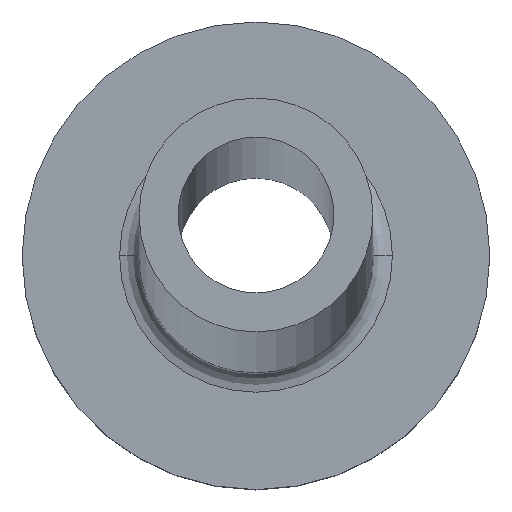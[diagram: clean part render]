
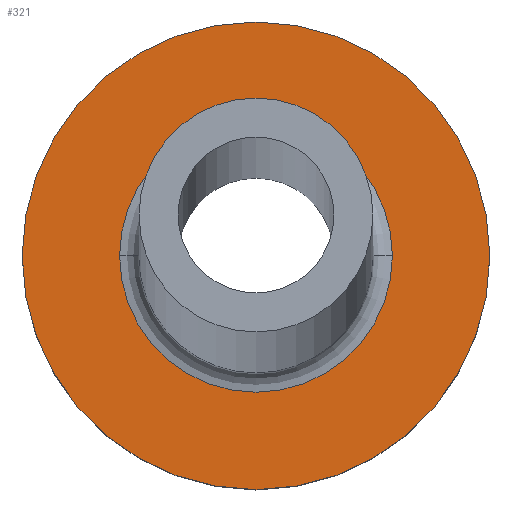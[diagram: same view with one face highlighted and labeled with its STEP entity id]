
A CAD part, top view. The second image highlights one B-rep face of the part: STEP entity #321.
In plain terms, the highlighted planar face has unit normal (0, 0, 1).
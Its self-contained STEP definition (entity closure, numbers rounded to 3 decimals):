
#9 = CARTESIAN_POINT ( 'NONE',  ( 6., 0., 5. ) ) ;
#15 = CIRCLE ( 'NONE', #345, 3.5 ) ;
#16 = CARTESIAN_POINT ( 'NONE',  ( 0., 0., 5. ) ) ;
#20 = CARTESIAN_POINT ( 'NONE',  ( 0., 0., 5. ) ) ;
#26 = VERTEX_POINT ( 'NONE', #78 ) ;
#27 = DIRECTION ( 'NONE',  ( 0., 0., 1. ) ) ;
#53 = CARTESIAN_POINT ( 'NONE',  ( 0., 0., 5. ) ) ;
#63 = EDGE_CURVE ( 'NONE', #295, #26, #215, .T. ) ;
#64 = CARTESIAN_POINT ( 'NONE',  ( -6., 0., 5. ) ) ;
#65 = CARTESIAN_POINT ( 'NONE',  ( 0., 0., 5. ) ) ;
#74 = CARTESIAN_POINT ( 'NONE',  ( -3.5, 0., 5. ) ) ;
#78 = CARTESIAN_POINT ( 'NONE',  ( 3.5, 0., 5. ) ) ;
#79 = DIRECTION ( 'NONE',  ( 0., 0., -1. ) ) ;
#82 = ORIENTED_EDGE ( 'NONE', *, *, #351, .T. ) ;
#88 = DIRECTION ( 'NONE',  ( 1., 0., 0. ) ) ;
#90 = DIRECTION ( 'NONE',  ( 1., 0., 0. ) ) ;
#101 = CIRCLE ( 'NONE', #155, 6. ) ;
#104 = ORIENTED_EDGE ( 'NONE', *, *, #380, .T. ) ;
#110 = VERTEX_POINT ( 'NONE', #64 ) ;
#127 = VERTEX_POINT ( 'NONE', #9 ) ;
#128 = DIRECTION ( 'NONE',  ( 1., 0., 0. ) ) ;
#129 = EDGE_LOOP ( 'NONE', ( #104, #311 ) ) ;
#135 = FACE_BOUND ( 'NONE', #254, .T. ) ;
#155 = AXIS2_PLACEMENT_3D ( 'NONE', #53, #375, #162 ) ;
#162 = DIRECTION ( 'NONE',  ( 1., 0., 0. ) ) ;
#165 = PLANE ( 'NONE',  #280 ) ;
#167 = EDGE_CURVE ( 'NONE', #127, #110, #245, .T. ) ;
#180 = DIRECTION ( 'NONE',  ( 0., 0., 1. ) ) ;
#198 = AXIS2_PLACEMENT_3D ( 'NONE', #306, #304, #88 ) ;
#215 = CIRCLE ( 'NONE', #198, 3.5 ) ;
#245 = CIRCLE ( 'NONE', #294, 6. ) ;
#253 = FACE_OUTER_BOUND ( 'NONE', #129, .T. ) ;
#254 = EDGE_LOOP ( 'NONE', ( #82, #347 ) ) ;
#280 = AXIS2_PLACEMENT_3D ( 'NONE', #20, #27, #350 ) ;
#294 = AXIS2_PLACEMENT_3D ( 'NONE', #65, #180, #90 ) ;
#295 = VERTEX_POINT ( 'NONE', #74 ) ;
#304 = DIRECTION ( 'NONE',  ( 0., 0., -1. ) ) ;
#306 = CARTESIAN_POINT ( 'NONE',  ( 0., 0., 5. ) ) ;
#311 = ORIENTED_EDGE ( 'NONE', *, *, #167, .T. ) ;
#321 = ADVANCED_FACE ( 'NONE', ( #135, #253 ), #165, .T. ) ;
#345 = AXIS2_PLACEMENT_3D ( 'NONE', #16, #79, #128 ) ;
#347 = ORIENTED_EDGE ( 'NONE', *, *, #63, .T. ) ;
#350 = DIRECTION ( 'NONE',  ( 1., 0., 0. ) ) ;
#351 = EDGE_CURVE ( 'NONE', #26, #295, #15, .T. ) ;
#375 = DIRECTION ( 'NONE',  ( 0., 0., 1. ) ) ;
#380 = EDGE_CURVE ( 'NONE', #110, #127, #101, .T. ) ;
